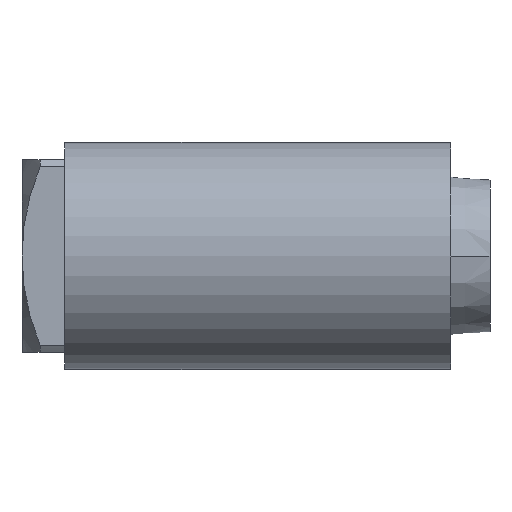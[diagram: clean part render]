
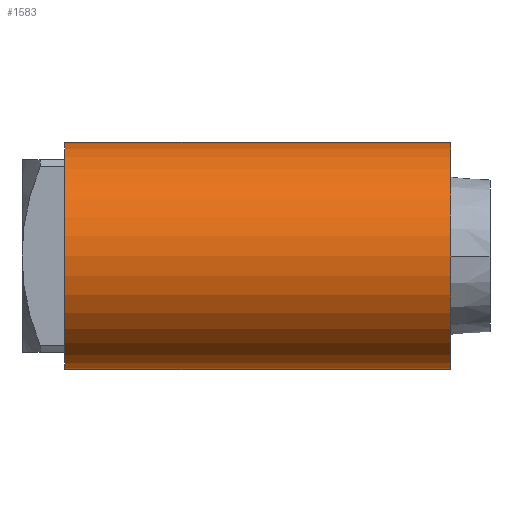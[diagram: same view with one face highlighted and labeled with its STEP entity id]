
A CAD part, front view. The second image highlights one B-rep face of the part: STEP entity #1583.
In plain terms, the highlighted cylindrical face has radius 3.747 mm (diameter 7.493 mm), a partial arc.
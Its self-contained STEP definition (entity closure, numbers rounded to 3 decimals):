
#141 = VECTOR ( 'NONE', #1742, 1000. ) ;
#173 = VERTEX_POINT ( 'NONE', #244 ) ;
#177 = EDGE_CURVE ( 'NONE', #173, #738, #267, .T. ) ;
#199 = DIRECTION ( 'NONE',  ( -1., 0., 0. ) ) ;
#205 = ORIENTED_EDGE ( 'NONE', *, *, #1673, .T. ) ;
#244 = CARTESIAN_POINT ( 'NONE',  ( 10.356, -22.093, -3.746 ) ) ;
#266 = VECTOR ( 'NONE', #1920, 1000. ) ;
#267 = LINE ( 'NONE', #596, #266 ) ;
#532 = ORIENTED_EDGE ( 'NONE', *, *, #1586, .F. ) ;
#544 = CARTESIAN_POINT ( 'NONE',  ( 10.356, -22.093, 3.746 ) ) ;
#570 = EDGE_LOOP ( 'NONE', ( #829, #532, #205, #678 ) ) ;
#596 = CARTESIAN_POINT ( 'NONE',  ( 10.356, -22.093, -3.746 ) ) ;
#663 = DIRECTION ( 'NONE',  ( 0., 0., -1. ) ) ;
#673 = CYLINDRICAL_SURFACE ( 'NONE', #847, 3.746 ) ;
#678 = ORIENTED_EDGE ( 'NONE', *, *, #1371, .T. ) ;
#684 = CIRCLE ( 'NONE', #1780, 3.746 ) ;
#686 = CIRCLE ( 'NONE', #1540, 3.746 ) ;
#738 = VERTEX_POINT ( 'NONE', #991 ) ;
#804 = DIRECTION ( 'NONE',  ( 1., 0., 0. ) ) ;
#829 = ORIENTED_EDGE ( 'NONE', *, *, #177, .F. ) ;
#847 = AXIS2_PLACEMENT_3D ( 'NONE', #1281, #199, #1427 ) ;
#991 = CARTESIAN_POINT ( 'NONE',  ( -2.344, -22.093, -3.746 ) ) ;
#1117 = DIRECTION ( 'NONE',  ( 1., 0., 0. ) ) ;
#1273 = CARTESIAN_POINT ( 'NONE',  ( 10.356, -22.093, 3.746 ) ) ;
#1281 = CARTESIAN_POINT ( 'NONE',  ( 10.356, -22.093, 0. ) ) ;
#1371 = EDGE_CURVE ( 'NONE', #1594, #738, #684, .T. ) ;
#1406 = FACE_OUTER_BOUND ( 'NONE', #570, .T. ) ;
#1427 = DIRECTION ( 'NONE',  ( 0., 0., 1. ) ) ;
#1436 = DIRECTION ( 'NONE',  ( 0., 0., -1. ) ) ;
#1540 = AXIS2_PLACEMENT_3D ( 'NONE', #1877, #1117, #1436 ) ;
#1583 = ADVANCED_FACE ( 'NONE', ( #1406 ), #673, .T. ) ;
#1586 = EDGE_CURVE ( 'NONE', #1627, #173, #686, .T. ) ;
#1594 = VERTEX_POINT ( 'NONE', #1691 ) ;
#1627 = VERTEX_POINT ( 'NONE', #1273 ) ;
#1673 = EDGE_CURVE ( 'NONE', #1627, #1594, #1912, .T. ) ;
#1691 = CARTESIAN_POINT ( 'NONE',  ( -2.344, -22.093, 3.746 ) ) ;
#1742 = DIRECTION ( 'NONE',  ( -1., 0., 0. ) ) ;
#1780 = AXIS2_PLACEMENT_3D ( 'NONE', #1849, #804, #663 ) ;
#1849 = CARTESIAN_POINT ( 'NONE',  ( -2.344, -22.093, 0. ) ) ;
#1877 = CARTESIAN_POINT ( 'NONE',  ( 10.356, -22.093, 0. ) ) ;
#1912 = LINE ( 'NONE', #544, #141 ) ;
#1920 = DIRECTION ( 'NONE',  ( -1., 0., 0. ) ) ;
